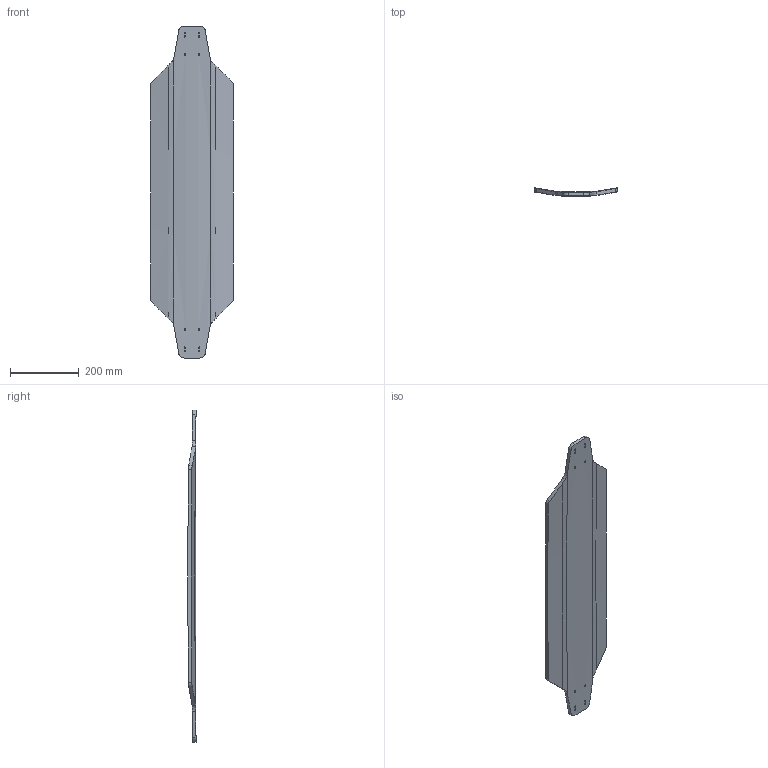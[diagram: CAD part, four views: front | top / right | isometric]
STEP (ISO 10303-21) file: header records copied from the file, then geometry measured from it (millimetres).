
FILE_DESCRIPTION(/* description */ (''),/* implementation_level */ '2;1');
FILE_NAME(/* name */ 'fuselage.stp',/* time_stamp */ '2025-03-22T18:41:43-07:00',/* author */ ('devan'),/* organization */ (''),/* preprocessor_version */ 'ST-DEVELOPER v20',/* originating_system */ 'Autodesk Inventor 2025',/* authorisation */ '');
FILE_SCHEMA (('AUTOMOTIVE_DESIGN { 1 0 10303 214 3 1 1 }'));
Length unit declared in the file: millimetre
Products named in the file (1): 36
Bounding box: 240 x 23.85 x 965.2 mm (x, y, z)
Volume: 1901490.1 mm3; surface area: 435369.4 mm2
Topology: 1 solids, 10 shells, 98 faces, 258 edges, 180 vertices
Faces by surface type: plane 48, cylinder 44, cone 4, torus 2
Full cylindrical faces by diameter (mm): 5 x12
Entity records: 4125 total; most frequent: CARTESIAN_POINT 1701, ORIENTED_EDGE 516, DIRECTION 434, EDGE_CURVE 258, VERTEX_POINT 180, AXIS2_PLACEMENT_3D 161, EDGE_LOOP 122, LINE 112
